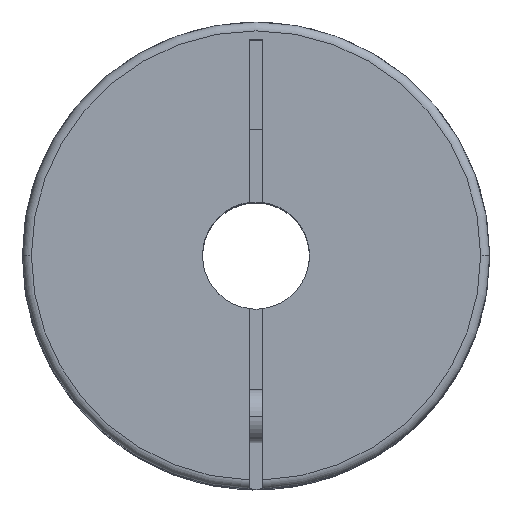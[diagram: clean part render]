
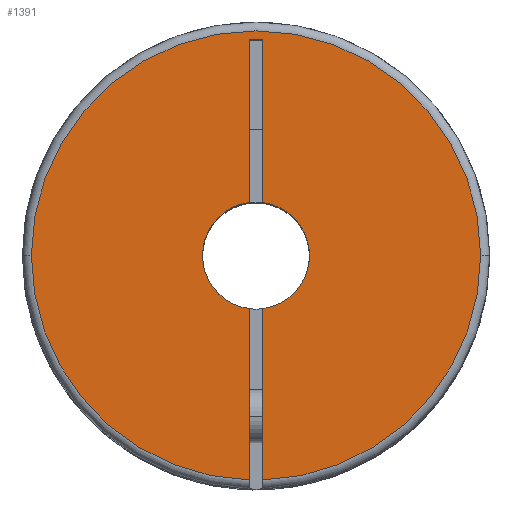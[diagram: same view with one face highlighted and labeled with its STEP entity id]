
A CAD part, top view. The second image highlights one B-rep face of the part: STEP entity #1391.
In plain terms, the highlighted planar face has unit normal (0, 0, 1).
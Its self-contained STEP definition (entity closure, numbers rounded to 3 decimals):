
#5 = EDGE_CURVE ( 'NONE', #678, #295, #2490, .T. ) ;
#70 = EDGE_CURVE ( 'NONE', #2134, #2579, #2290, .T. ) ;
#89 = CARTESIAN_POINT ( 'NONE',  ( 12.6, 0., 0. ) ) ;
#93 = CARTESIAN_POINT ( 'NONE',  ( 0., 0., 0. ) ) ;
#97 = VERTEX_POINT ( 'NONE', #1345 ) ;
#119 = ORIENTED_EDGE ( 'NONE', *, *, #1954, .T. ) ;
#164 = EDGE_CURVE ( 'NONE', #97, #3569, #2857, .T. ) ;
#173 = EDGE_CURVE ( 'NONE', #610, #295, #2412, .T. ) ;
#193 = CIRCLE ( 'NONE', #3465, 12.6 ) ;
#210 = AXIS2_PLACEMENT_3D ( 'NONE', #2274, #771, #1031 ) ;
#295 = VERTEX_POINT ( 'NONE', #2977 ) ;
#300 = ORIENTED_EDGE ( 'NONE', *, *, #3898, .F. ) ;
#437 = CARTESIAN_POINT ( 'NONE',  ( -0.375, -12.594, 0. ) ) ;
#592 = EDGE_CURVE ( 'NONE', #646, #2579, #941, .T. ) ;
#607 = FACE_OUTER_BOUND ( 'NONE', #3334, .T. ) ;
#610 = VERTEX_POINT ( 'NONE', #1323 ) ;
#641 = PLANE ( 'NONE',  #940 ) ;
#646 = VERTEX_POINT ( 'NONE', #1369 ) ;
#678 = VERTEX_POINT ( 'NONE', #2513 ) ;
#749 = DIRECTION ( 'NONE',  ( 0., 0., -1. ) ) ;
#771 = DIRECTION ( 'NONE',  ( 0., 0., -1. ) ) ;
#908 = DIRECTION ( 'NONE',  ( 0., -1., 0. ) ) ;
#940 = AXIS2_PLACEMENT_3D ( 'NONE', #2722, #3345, #1807 ) ;
#941 = LINE ( 'NONE', #3614, #3230 ) ;
#981 = VECTOR ( 'NONE', #3051, 1000. ) ;
#983 = CARTESIAN_POINT ( 'NONE',  ( 0.375, -13.1, 0. ) ) ;
#1002 = DIRECTION ( 'NONE',  ( -1., 0., 0. ) ) ;
#1017 = VERTEX_POINT ( 'NONE', #437 ) ;
#1031 = DIRECTION ( 'NONE',  ( -1., 0., 0. ) ) ;
#1088 = ORIENTED_EDGE ( 'NONE', *, *, #2785, .F. ) ;
#1118 = DIRECTION ( 'NONE',  ( -1., 0., 0. ) ) ;
#1218 = ORIENTED_EDGE ( 'NONE', *, *, #164, .F. ) ;
#1276 = DIRECTION ( 'NONE',  ( 0., 0., -1. ) ) ;
#1282 = VECTOR ( 'NONE', #1002, 1000. ) ;
#1323 = CARTESIAN_POINT ( 'NONE',  ( 0.375, 2.976, 0. ) ) ;
#1337 = CARTESIAN_POINT ( 'NONE',  ( 0.375, 12.1, 0. ) ) ;
#1345 = CARTESIAN_POINT ( 'NONE',  ( -12.6, 0., 0. ) ) ;
#1363 = VECTOR ( 'NONE', #2612, 1000. ) ;
#1369 = CARTESIAN_POINT ( 'NONE',  ( -0.375, 12.1, 0. ) ) ;
#1391 = ADVANCED_FACE ( 'NONE', ( #607 ), #641, .F. ) ;
#1401 = CARTESIAN_POINT ( 'NONE',  ( 0.375, -13.1, 0. ) ) ;
#1435 = CARTESIAN_POINT ( 'NONE',  ( 0., 0., 0. ) ) ;
#1571 = CARTESIAN_POINT ( 'NONE',  ( -0.375, -2.976, 0. ) ) ;
#1698 = LINE ( 'NONE', #1401, #1363 ) ;
#1801 = ORIENTED_EDGE ( 'NONE', *, *, #2260, .F. ) ;
#1802 = LINE ( 'NONE', #3320, #981 ) ;
#1807 = DIRECTION ( 'NONE',  ( 0., -1., 0. ) ) ;
#1935 = CARTESIAN_POINT ( 'NONE',  ( 0., 0., 0. ) ) ;
#1954 = EDGE_CURVE ( 'NONE', #3092, #2134, #2452, .T. ) ;
#2025 = DIRECTION ( 'NONE',  ( 0., 0., -1. ) ) ;
#2034 = AXIS2_PLACEMENT_3D ( 'NONE', #1935, #2553, #2233 ) ;
#2096 = ORIENTED_EDGE ( 'NONE', *, *, #2788, .F. ) ;
#2097 = VERTEX_POINT ( 'NONE', #1337 ) ;
#2134 = VERTEX_POINT ( 'NONE', #3865 ) ;
#2186 = DIRECTION ( 'NONE',  ( 0., 1., 0. ) ) ;
#2233 = DIRECTION ( 'NONE',  ( -1., 0., 0. ) ) ;
#2260 = EDGE_CURVE ( 'NONE', #3569, #678, #193, .T. ) ;
#2274 = CARTESIAN_POINT ( 'NONE',  ( 0., 0., 0. ) ) ;
#2290 = CIRCLE ( 'NONE', #3544, 3. ) ;
#2334 = AXIS2_PLACEMENT_3D ( 'NONE', #1435, #3155, #1118 ) ;
#2351 = VECTOR ( 'NONE', #2186, 1000. ) ;
#2412 = CIRCLE ( 'NONE', #2034, 3. ) ;
#2452 = CIRCLE ( 'NONE', #2334, 3. ) ;
#2490 = LINE ( 'NONE', #983, #2351 ) ;
#2513 = CARTESIAN_POINT ( 'NONE',  ( 0.375, -12.594, 0. ) ) ;
#2553 = DIRECTION ( 'NONE',  ( 0., 0., -1. ) ) ;
#2579 = VERTEX_POINT ( 'NONE', #3825 ) ;
#2612 = DIRECTION ( 'NONE',  ( 0., 1., 0. ) ) ;
#2722 = CARTESIAN_POINT ( 'NONE',  ( 0., 0., 0. ) ) ;
#2785 = EDGE_CURVE ( 'NONE', #1017, #97, #3122, .T. ) ;
#2788 = EDGE_CURVE ( 'NONE', #2097, #646, #3751, .T. ) ;
#2857 = CIRCLE ( 'NONE', #210, 12.6 ) ;
#2977 = CARTESIAN_POINT ( 'NONE',  ( 0.375, -2.976, 0. ) ) ;
#3051 = DIRECTION ( 'NONE',  ( 0., -1., 0. ) ) ;
#3092 = VERTEX_POINT ( 'NONE', #1571 ) ;
#3122 = CIRCLE ( 'NONE', #3873, 12.6 ) ;
#3155 = DIRECTION ( 'NONE',  ( 0., 0., -1. ) ) ;
#3191 = ORIENTED_EDGE ( 'NONE', *, *, #70, .T. ) ;
#3230 = VECTOR ( 'NONE', #908, 1000. ) ;
#3236 = DIRECTION ( 'NONE',  ( -1., 0., 0. ) ) ;
#3253 = CARTESIAN_POINT ( 'NONE',  ( 0., 0., 0. ) ) ;
#3320 = CARTESIAN_POINT ( 'NONE',  ( -0.375, 12.1, 0. ) ) ;
#3334 = EDGE_LOOP ( 'NONE', ( #1088, #300, #119, #3191, #3890, #2096, #3572, #3458, #3717, #1801, #1218 ) ) ;
#3345 = DIRECTION ( 'NONE',  ( 0., 0., -1. ) ) ;
#3371 = EDGE_CURVE ( 'NONE', #610, #2097, #1698, .T. ) ;
#3437 = CARTESIAN_POINT ( 'NONE',  ( 0., 0., 0. ) ) ;
#3455 = DIRECTION ( 'NONE',  ( -1., 0., 0. ) ) ;
#3458 = ORIENTED_EDGE ( 'NONE', *, *, #173, .T. ) ;
#3465 = AXIS2_PLACEMENT_3D ( 'NONE', #3253, #2025, #3236 ) ;
#3544 = AXIS2_PLACEMENT_3D ( 'NONE', #3437, #749, #3455 ) ;
#3569 = VERTEX_POINT ( 'NONE', #89 ) ;
#3572 = ORIENTED_EDGE ( 'NONE', *, *, #3371, .F. ) ;
#3614 = CARTESIAN_POINT ( 'NONE',  ( -0.375, 12.1, 0. ) ) ;
#3685 = DIRECTION ( 'NONE',  ( -1., 0., 0. ) ) ;
#3717 = ORIENTED_EDGE ( 'NONE', *, *, #5, .F. ) ;
#3730 = CARTESIAN_POINT ( 'NONE',  ( 0.375, 12.1, 0. ) ) ;
#3751 = LINE ( 'NONE', #3730, #1282 ) ;
#3825 = CARTESIAN_POINT ( 'NONE',  ( -0.375, 2.976, 0. ) ) ;
#3865 = CARTESIAN_POINT ( 'NONE',  ( -3., 0., 0. ) ) ;
#3873 = AXIS2_PLACEMENT_3D ( 'NONE', #93, #1276, #3685 ) ;
#3890 = ORIENTED_EDGE ( 'NONE', *, *, #592, .F. ) ;
#3898 = EDGE_CURVE ( 'NONE', #3092, #1017, #1802, .T. ) ;
